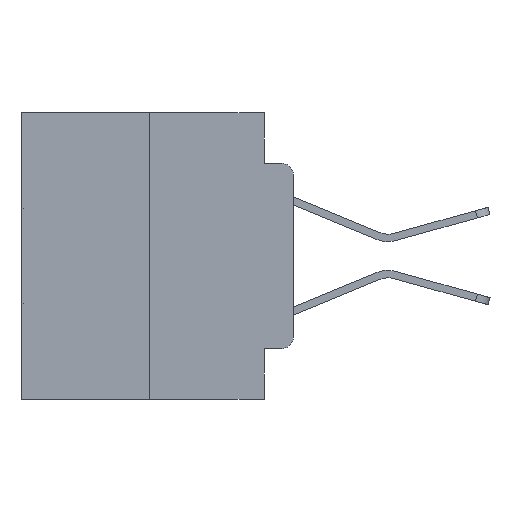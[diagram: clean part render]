
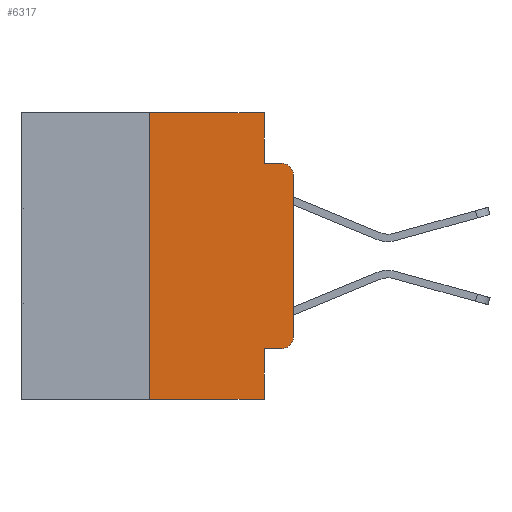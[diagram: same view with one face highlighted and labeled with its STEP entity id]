
A CAD part, left-side view. The second image highlights one B-rep face of the part: STEP entity #6317.
In plain terms, the highlighted planar face has unit normal (-1, 0, 0).
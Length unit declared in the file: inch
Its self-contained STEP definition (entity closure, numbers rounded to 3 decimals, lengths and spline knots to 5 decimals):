
#381 = AXIS2_PLACEMENT_3D ( 'NONE', #592, #3071, #26606 ) ;
#449 = DIRECTION ( 'NONE',  ( 0., 0., -1. ) ) ;
#592 = CARTESIAN_POINT ( 'NONE',  ( 0., 0.473, 0. ) ) ;
#801 = PLANE ( 'NONE',  #381 ) ;
#1048 = CARTESIAN_POINT ( 'NONE',  ( 0., 0., 0. ) ) ;
#1546 = VERTEX_POINT ( 'NONE', #13430 ) ;
#1601 = EDGE_CURVE ( 'NONE', #9840, #23270, #22750, .T. ) ;
#1891 = CARTESIAN_POINT ( 'NONE',  ( 0., 0.25, 0. ) ) ;
#2273 = ORIENTED_EDGE ( 'NONE', *, *, #11982, .T. ) ;
#2336 = LINE ( 'NONE', #1048, #4149 ) ;
#2594 = LINE ( 'NONE', #5437, #28534 ) ;
#3071 = DIRECTION ( 'NONE',  ( 1., 0., 0. ) ) ;
#3083 = ORIENTED_EDGE ( 'NONE', *, *, #1601, .F. ) ;
#3162 = EDGE_CURVE ( 'NONE', #14548, #9840, #2594, .T. ) ;
#3291 = DIRECTION ( 'NONE',  ( -1., 0., 0. ) ) ;
#3368 = CARTESIAN_POINT ( 'NONE',  ( 0., 0.051, -0.5 ) ) ;
#3516 = DIRECTION ( 'NONE',  ( 0., 0., 1. ) ) ;
#3610 = LINE ( 'NONE', #19434, #20025 ) ;
#3630 = FACE_OUTER_BOUND ( 'NONE', #15999, .T. ) ;
#4149 = VECTOR ( 'NONE', #3516, 39.37008 ) ;
#4613 = EDGE_CURVE ( 'NONE', #14548, #15219, #3610, .T. ) ;
#4712 = EDGE_CURVE ( 'NONE', #25482, #10156, #25467, .T. ) ;
#4885 = CARTESIAN_POINT ( 'NONE',  ( 0., 0., -0.1085 ) ) ;
#5437 = CARTESIAN_POINT ( 'NONE',  ( 0., 0.25, 0. ) ) ;
#5722 = VECTOR ( 'NONE', #9889, 39.37008 ) ;
#5732 = CARTESIAN_POINT ( 'NONE',  ( 0., 0.02, -0.3915 ) ) ;
#6168 = CARTESIAN_POINT ( 'NONE',  ( 0., 0.051, 0. ) ) ;
#6317 = ADVANCED_FACE ( 'NONE', ( #3630 ), #801, .F. ) ;
#6947 = AXIS2_PLACEMENT_3D ( 'NONE', #9942, #23813, #449 ) ;
#7260 = CARTESIAN_POINT ( 'NONE',  ( 0., 0.051, 0. ) ) ;
#7653 = CIRCLE ( 'NONE', #6947, 0.02 ) ;
#7850 = DIRECTION ( 'NONE',  ( 0., 0., -1. ) ) ;
#8044 = DIRECTION ( 'NONE',  ( 0., 0., -1. ) ) ;
#8140 = CIRCLE ( 'NONE', #28480, 0.02 ) ;
#8175 = CARTESIAN_POINT ( 'NONE',  ( 0., 0.051, -0.4115 ) ) ;
#8903 = ORIENTED_EDGE ( 'NONE', *, *, #19238, .F. ) ;
#9804 = VECTOR ( 'NONE', #24617, 39.37008 ) ;
#9840 = VERTEX_POINT ( 'NONE', #1891 ) ;
#9889 = DIRECTION ( 'NONE',  ( 0., -1., 0. ) ) ;
#9942 = CARTESIAN_POINT ( 'NONE',  ( 0., 0.02, -0.1085 ) ) ;
#10156 = VERTEX_POINT ( 'NONE', #16837 ) ;
#11982 = EDGE_CURVE ( 'NONE', #10156, #18760, #8140, .T. ) ;
#12360 = EDGE_CURVE ( 'NONE', #18760, #29223, #2336, .T. ) ;
#12948 = VECTOR ( 'NONE', #7850, 39.37008 ) ;
#13430 = CARTESIAN_POINT ( 'NONE',  ( 0., 0.051, -0.0885 ) ) ;
#14163 = ORIENTED_EDGE ( 'NONE', *, *, #3162, .F. ) ;
#14548 = VERTEX_POINT ( 'NONE', #28718 ) ;
#14644 = ORIENTED_EDGE ( 'NONE', *, *, #16863, .F. ) ;
#15219 = VERTEX_POINT ( 'NONE', #3368 ) ;
#15988 = VECTOR ( 'NONE', #29347, 39.37008 ) ;
#15999 = EDGE_LOOP ( 'NONE', ( #26657, #17061, #14644, #8903, #3083, #14163, #24584, #21597, #24459, #2273 ) ) ;
#16837 = CARTESIAN_POINT ( 'NONE',  ( 0., 0.02, -0.4115 ) ) ;
#16863 = EDGE_CURVE ( 'NONE', #1546, #23577, #17037, .T. ) ;
#17037 = LINE ( 'NONE', #26202, #5722 ) ;
#17061 = ORIENTED_EDGE ( 'NONE', *, *, #29333, .T. ) ;
#18061 = CARTESIAN_POINT ( 'NONE',  ( 0., 0.473, 0. ) ) ;
#18760 = VERTEX_POINT ( 'NONE', #27394 ) ;
#19238 = EDGE_CURVE ( 'NONE', #23270, #1546, #20271, .T. ) ;
#19434 = CARTESIAN_POINT ( 'NONE',  ( 0., 0.473, -0.5 ) ) ;
#20025 = VECTOR ( 'NONE', #26368, 39.37008 ) ;
#20271 = LINE ( 'NONE', #29096, #12948 ) ;
#20424 = CARTESIAN_POINT ( 'NONE',  ( 0., 0.02, -0.0885 ) ) ;
#21597 = ORIENTED_EDGE ( 'NONE', *, *, #22831, .F. ) ;
#21656 = VECTOR ( 'NONE', #27457, 39.37008 ) ;
#21739 = DIRECTION ( 'NONE',  ( 0., 0., 1. ) ) ;
#22700 = CARTESIAN_POINT ( 'NONE',  ( 0., 0.051, -0.4115 ) ) ;
#22750 = LINE ( 'NONE', #18061, #21656 ) ;
#22831 = EDGE_CURVE ( 'NONE', #25482, #15219, #24390, .T. ) ;
#23270 = VERTEX_POINT ( 'NONE', #7260 ) ;
#23577 = VERTEX_POINT ( 'NONE', #20424 ) ;
#23813 = DIRECTION ( 'NONE',  ( -1., 0., 0. ) ) ;
#24390 = LINE ( 'NONE', #6168, #15988 ) ;
#24459 = ORIENTED_EDGE ( 'NONE', *, *, #4712, .T. ) ;
#24584 = ORIENTED_EDGE ( 'NONE', *, *, #4613, .T. ) ;
#24617 = DIRECTION ( 'NONE',  ( 0., -1., 0. ) ) ;
#25467 = LINE ( 'NONE', #8175, #9804 ) ;
#25482 = VERTEX_POINT ( 'NONE', #22700 ) ;
#26202 = CARTESIAN_POINT ( 'NONE',  ( 0., 0.051, -0.0885 ) ) ;
#26368 = DIRECTION ( 'NONE',  ( 0., -1., 0. ) ) ;
#26606 = DIRECTION ( 'NONE',  ( 0., 0., -1. ) ) ;
#26657 = ORIENTED_EDGE ( 'NONE', *, *, #12360, .T. ) ;
#27394 = CARTESIAN_POINT ( 'NONE',  ( 0., 0., -0.3915 ) ) ;
#27457 = DIRECTION ( 'NONE',  ( 0., -1., 0. ) ) ;
#28480 = AXIS2_PLACEMENT_3D ( 'NONE', #5732, #3291, #8044 ) ;
#28534 = VECTOR ( 'NONE', #21739, 39.37008 ) ;
#28718 = CARTESIAN_POINT ( 'NONE',  ( 0., 0.25, -0.5 ) ) ;
#29096 = CARTESIAN_POINT ( 'NONE',  ( 0., 0.051, 0. ) ) ;
#29223 = VERTEX_POINT ( 'NONE', #4885 ) ;
#29333 = EDGE_CURVE ( 'NONE', #29223, #23577, #7653, .T. ) ;
#29347 = DIRECTION ( 'NONE',  ( 0., 0., -1. ) ) ;
